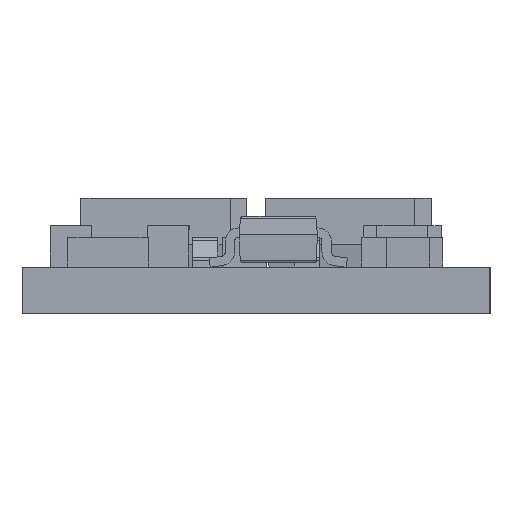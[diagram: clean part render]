
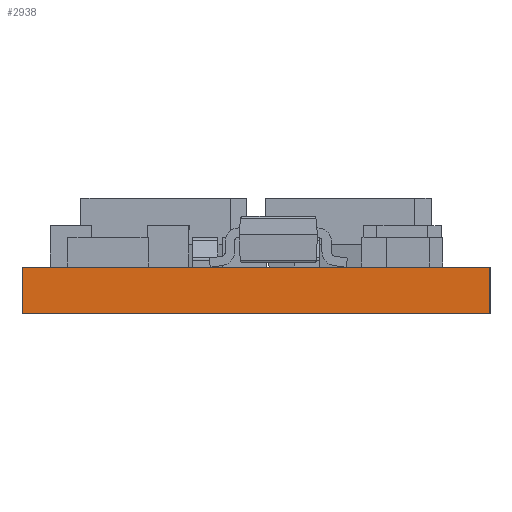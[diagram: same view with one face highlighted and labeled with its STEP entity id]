
A CAD part, front view. The second image highlights one B-rep face of the part: STEP entity #2938.
In plain terms, the highlighted planar face has unit normal (0, -1, 0).
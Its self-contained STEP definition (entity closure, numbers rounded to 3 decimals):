
#1205 = VERTEX_POINT ( 'NONE', #1967 ) ;
#1482 = VECTOR ( 'NONE', #15549, 1000. ) ;
#1967 = CARTESIAN_POINT ( 'NONE',  ( 10.16, 0., 1.016 ) ) ;
#1976 = CARTESIAN_POINT ( 'NONE',  ( 0., 0., 1.016 ) ) ;
#2220 = VECTOR ( 'NONE', #9868, 1000. ) ;
#2938 = ADVANCED_FACE ( 'NONE', ( #13547 ), #27196, .F. ) ;
#3481 = LINE ( 'NONE', #6714, #30881 ) ;
#3837 = ORIENTED_EDGE ( 'NONE', *, *, #9921, .T. ) ;
#4223 = ORIENTED_EDGE ( 'NONE', *, *, #30966, .F. ) ;
#4973 = CARTESIAN_POINT ( 'NONE',  ( 10.16, 0., 1.016 ) ) ;
#5302 = CARTESIAN_POINT ( 'NONE',  ( 0., 0., 1.016 ) ) ;
#5545 = EDGE_CURVE ( 'NONE', #1205, #21394, #20649, .T. ) ;
#6714 = CARTESIAN_POINT ( 'NONE',  ( 0., 0., 1.016 ) ) ;
#8070 = DIRECTION ( 'NONE',  ( 0., 0., 1. ) ) ;
#9464 = VERTEX_POINT ( 'NONE', #9782 ) ;
#9782 = CARTESIAN_POINT ( 'NONE',  ( 0., 0., 0. ) ) ;
#9868 = DIRECTION ( 'NONE',  ( 0., 0., -1. ) ) ;
#9921 = EDGE_CURVE ( 'NONE', #24102, #9464, #28729, .T. ) ;
#10204 = DIRECTION ( 'NONE',  ( 0., 0., -1. ) ) ;
#11007 = LINE ( 'NONE', #34773, #1482 ) ;
#12287 = ORIENTED_EDGE ( 'NONE', *, *, #13537, .T. ) ;
#13307 = DIRECTION ( 'NONE',  ( 0., 1., 0. ) ) ;
#13537 = EDGE_CURVE ( 'NONE', #9464, #21394, #11007, .T. ) ;
#13547 = FACE_OUTER_BOUND ( 'NONE', #33974, .T. ) ;
#15549 = DIRECTION ( 'NONE',  ( 1., 0., 0. ) ) ;
#15813 = AXIS2_PLACEMENT_3D ( 'NONE', #5302, #13307, #8070 ) ;
#19145 = ORIENTED_EDGE ( 'NONE', *, *, #5545, .F. ) ;
#20208 = VECTOR ( 'NONE', #10204, 1000. ) ;
#20474 = DIRECTION ( 'NONE',  ( 1., 0., 0. ) ) ;
#20649 = LINE ( 'NONE', #4973, #20208 ) ;
#21394 = VERTEX_POINT ( 'NONE', #29133 ) ;
#24102 = VERTEX_POINT ( 'NONE', #1976 ) ;
#27196 = PLANE ( 'NONE',  #15813 ) ;
#28729 = LINE ( 'NONE', #31611, #2220 ) ;
#29133 = CARTESIAN_POINT ( 'NONE',  ( 10.16, 0., 0. ) ) ;
#30881 = VECTOR ( 'NONE', #20474, 1000. ) ;
#30966 = EDGE_CURVE ( 'NONE', #24102, #1205, #3481, .T. ) ;
#31611 = CARTESIAN_POINT ( 'NONE',  ( 0., 0., 1.016 ) ) ;
#33974 = EDGE_LOOP ( 'NONE', ( #12287, #19145, #4223, #3837 ) ) ;
#34773 = CARTESIAN_POINT ( 'NONE',  ( 0., 0., 0. ) ) ;
